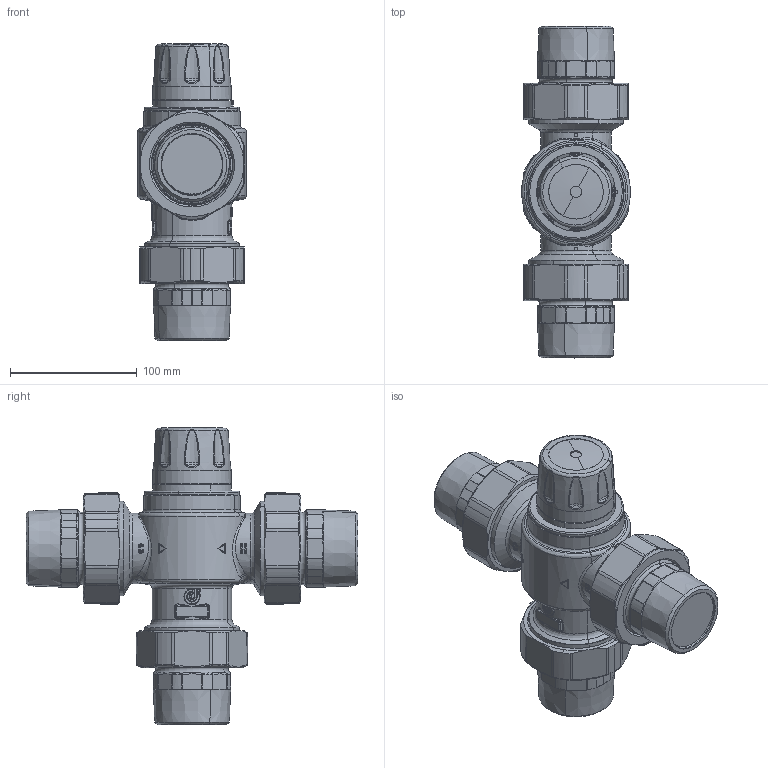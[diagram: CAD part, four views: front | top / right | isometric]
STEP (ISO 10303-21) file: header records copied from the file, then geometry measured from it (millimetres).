
FILE_DESCRIPTION(('CATIA V5 STEP Exchange','CAx-IF Rec.Pracs.--- Model Styling and Organization---1.4--- 2014-01-23','CAx-IF Rec.Pracs.---3D Tessellated Data Validation Properties---0.5---2014-09-14'),'2;1');
FILE_NAME('STEP_523190_-_TST.stp','2020-10-12T09:01:30+00:00',('none'),('none'),'CATIA Version 5-6 Release 2019 SP3','CATIA V5 STEP AP242 v1','none');
FILE_SCHEMA(('AP242_MANAGED_MODEL_BASED_3D_ENGINEERING_MIM_LF {1 0 10303 442 1 1 4}'));
Products named in the file (1): 523190 - TST
Bounding box: 85.9 x 262 x 234.57 mm (x, y, z)
Volume: 1619326.3 mm3; surface area: 165468.2 mm2
Topology: 1 solids, 10 shells, 1698 faces, 4057 edges, 2277 vertices
Faces by surface type: bspline 809, cylinder 330, cone 218, plane 141, torus 130, sphere 68, revolution 2
Entity records: 90983 total; most frequent: CARTESIAN_POINT 61328, ORIENTED_EDGE 7832, EDGE_CURVE 3916, DIRECTION 2764, B_SPLINE_CURVE_WITH_KNOTS 2422, VERTEX_POINT 2277, EDGE_LOOP 1743, ADVANCED_FACE 1698
